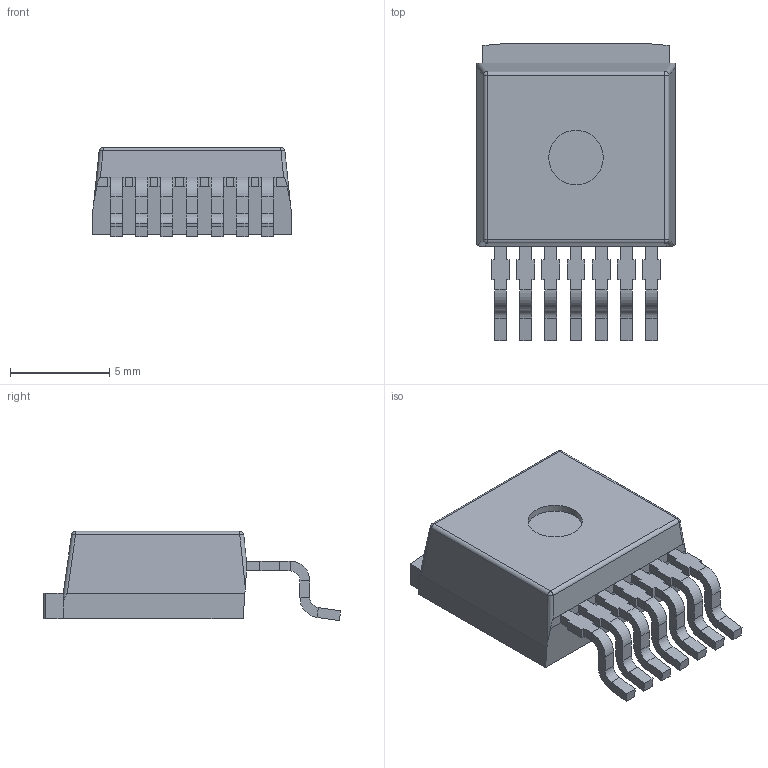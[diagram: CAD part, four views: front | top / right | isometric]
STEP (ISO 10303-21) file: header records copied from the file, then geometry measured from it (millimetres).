
FILE_DESCRIPTION (( 'STEP AP214' ), '1' );
FILE_NAME ('IFX007TAUMA1.STEP', '2021-08-23T12:24:20', ( '' ), ( '' ), 'SwSTEP 2.0', 'SolidWorks 2018', '' );
FILE_SCHEMA (( 'AUTOMOTIVE_DESIGN' ));
Length unit declared in the file: millimetre
Products named in the file (2): IFX007TAUMA1
Bounding box: 10 x 15 x 4.51 mm (x, y, z)
Volume: 411.7 mm3; surface area: 665.9 mm2
Topology: 9 solids, 9 shells, 253 faces, 576 edges, 342 vertices
Faces by surface type: plane 211, cylinder 38, sphere 4
Entity records: 9340 total; most frequent: CARTESIAN_POINT 1197, ORIENTED_EDGE 1152, DIRECTION 1150, EDGE_CURVE 576, LINE 496, VECTOR 496, VERTEX_POINT 342, AXIS2_PLACEMENT_3D 327
